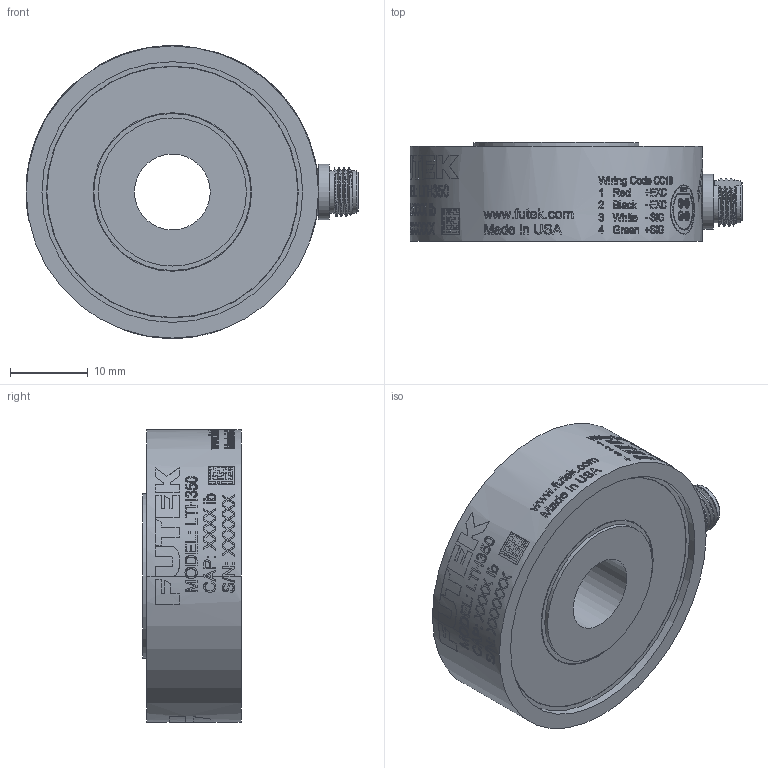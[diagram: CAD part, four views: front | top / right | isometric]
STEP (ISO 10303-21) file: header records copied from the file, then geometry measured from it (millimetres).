
FILE_DESCRIPTION(/* description */ ('LTH350 , 3D Model , Simplified , Connectorized'),/* implementation_level */ '2;1');
FILE_NAME(/* name */ 'LTH350.stp',/* time_stamp */ '2022-04-26T08:27:50-07:00',/* author */ ('S. MICHEL'),/* organization */ (''),/* preprocessor_version */ 'ST-DEVELOPER v18.1',/* originating_system */ 'Autodesk Inventor 2022',/* authorisation */ '');
FILE_SCHEMA (('AUTOMOTIVE_DESIGN { 1 0 10303 214 3 1 1 }'));
Products named in the file (1): LTH350
Bounding box: 42.7 x 12.7 x 37.64 mm (x, y, z)
Volume: 11188.9 mm3; surface area: 4964.1 mm2
Topology: 1 solids, 1 shells, 1970 faces, 5268 edges, 3488 vertices
Faces by surface type: bspline 899, plane 791, cylinder 235, torus 31, cone 14
Full cylindrical faces by diameter (mm): 0.635 x1, 0.846 x4, 0.864 x4, 5.207 x2, 5.436 x1, 6.477 x1, 7.112 x1, 9.754 x1, 19.05 x1, 20.193 x1, 20.371 x1, 21.209 x1, 31.369 x1, 32.283 x1, 32.385 x1, 33.528 x1
Entity records: 83712 total; most frequent: CARTESIAN_POINT 39328, ORIENTED_EDGE 10536, DIRECTION 6627, EDGE_CURVE 5268, VERTEX_POINT 3488, LINE 2377, VECTOR 2377, EDGE_LOOP 2170
